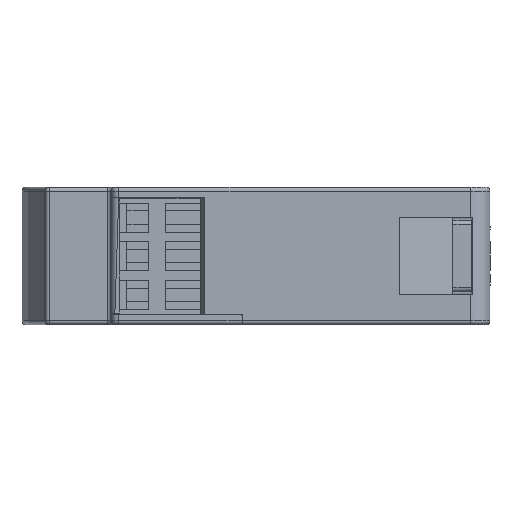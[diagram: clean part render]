
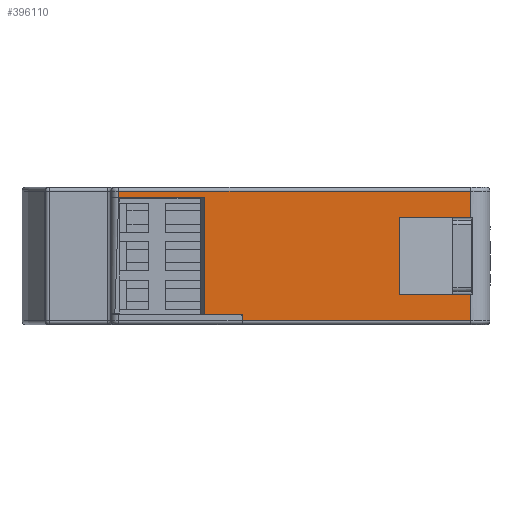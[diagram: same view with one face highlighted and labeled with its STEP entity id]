
A CAD part, left-side view. The second image highlights one B-rep face of the part: STEP entity #396110.
In plain terms, the highlighted face is planar.
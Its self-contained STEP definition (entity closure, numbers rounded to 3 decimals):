
#391230=CARTESIAN_POINT('',(67.4,24.438,
16.5));
#391240=VERTEX_POINT('',#391230);
#391270=CARTESIAN_POINT('',(67.4,0.,16.5));
#391280=DIRECTION('',(0.,1.,0.));
#391290=VECTOR('',#391280,1.);
#391300=LINE('',#391270,#391290);
#391310=CARTESIAN_POINT('',(67.4,19.511,
16.5));
#391320=VERTEX_POINT('',#391310);
#391330=EDGE_CURVE('',#391320,#391240,#391300,.T.);
#392700=CARTESIAN_POINT('',(67.4,35.5,0.));
#392710=DIRECTION('',(0.,0.,1.));
#392720=VECTOR('',#392710,1.);
#392730=LINE('',#392700,#392720);
#392740=CARTESIAN_POINT('',(67.4,35.5,0.5));
#392750=VERTEX_POINT('',#392740);
#392760=CARTESIAN_POINT('',(67.4,35.5,1.3));
#392770=VERTEX_POINT('',#392760);
#392780=EDGE_CURVE('',#392750,#392770,#392730,.T.);
#393030=CARTESIAN_POINT('',(67.4,24.438,0.));
#393040=DIRECTION('',(0.,0.,1.));
#393050=VECTOR('',#393040,1.);
#393060=LINE('',#393030,#393050);
#393070=CARTESIAN_POINT('',(67.4,24.438,1.3));
#393080=VERTEX_POINT('',#393070);
#393090=EDGE_CURVE('',#393080,#391240,#393060,.T.);
#393750=CARTESIAN_POINT('',(67.4,19.655,0.));
#393760=DIRECTION('',(0.,-0.009,1.));
#393770=VECTOR('',#393760,1.);
#393780=LINE('',#393750,#393770);
#393790=CARTESIAN_POINT('',(67.4,19.504,
17.3));
#393800=VERTEX_POINT('',#393790);
#393810=EDGE_CURVE('',#391320,#393800,#393780,.T.);
#395440=CARTESIAN_POINT('',(67.4,24.438,0.));
#395450=DIRECTION('',(-1.,0.,0.));
#395460=DIRECTION('',(0.,1.,0.));
#395470=AXIS2_PLACEMENT_3D('',#395440,#395450,#395460);
#395480=PLANE('',#395470);
#395490=CARTESIAN_POINT('',(67.4,-10.,0.));
#395500=DIRECTION('',(0.,0.,-1.));
#395510=VECTOR('',#395500,1.);
#395520=LINE('',#395490,#395510);
#395530=CARTESIAN_POINT('',(67.4,-10.,
3.894));
#395540=VERTEX_POINT('',#395530);
#395550=CARTESIAN_POINT('',(67.4,-10.,
0.5));
#395560=VERTEX_POINT('',#395550);
#395570=EDGE_CURVE('',#395540,#395560,#395520,.T.);
#395580=ORIENTED_EDGE('',*,*,#395570,.T.);
#395590=CARTESIAN_POINT('',(67.4,0.,3.894));
#395600=DIRECTION('',(0.,1.,0.));
#395610=VECTOR('',#395600,1.);
#395620=LINE('',#395590,#395610);
#395630=CARTESIAN_POINT('',(67.4,-0.772,
3.894));
#395640=VERTEX_POINT('',#395630);
#395650=EDGE_CURVE('',#395540,#395640,#395620,.T.);
#395660=ORIENTED_EDGE('',*,*,#395650,.F.);
#395670=CARTESIAN_POINT('',(67.4,-0.772,0.));
#395680=DIRECTION('',(0.,0.,-1.));
#395690=VECTOR('',#395680,1.);
#395700=LINE('',#395670,#395690);
#395710=CARTESIAN_POINT('',(67.4,-0.772,
13.906));
#395720=VERTEX_POINT('',#395710);
#395730=EDGE_CURVE('',#395720,#395640,#395700,.T.);
#395740=ORIENTED_EDGE('',*,*,#395730,.T.);
#395750=CARTESIAN_POINT('',(67.4,0.,13.906));
#395760=DIRECTION('',(0.,-1.,0.));
#395770=VECTOR('',#395760,1.);
#395780=LINE('',#395750,#395770);
#395790=CARTESIAN_POINT('',(67.4,-10.,
13.906));
#395800=VERTEX_POINT('',#395790);
#395810=EDGE_CURVE('',#395720,#395800,#395780,.T.);
#395820=ORIENTED_EDGE('',*,*,#395810,.F.);
#395830=CARTESIAN_POINT('',(67.4,-10.,
17.3));
#395840=VERTEX_POINT('',#395830);
#395850=EDGE_CURVE('',#395840,#395800,#395520,.T.);
#395860=ORIENTED_EDGE('',*,*,#395850,.T.);
#395870=CARTESIAN_POINT('',(67.4,0.,17.3));
#395880=DIRECTION('',(0.,-1.,0.));
#395890=VECTOR('',#395880,1.);
#395900=LINE('',#395870,#395890);
#395910=EDGE_CURVE('',#393800,#395840,#395900,.T.);
#395920=ORIENTED_EDGE('',*,*,#395910,.T.);
#395930=ORIENTED_EDGE('',*,*,#393810,.T.);
#395940=ORIENTED_EDGE('',*,*,#391330,.F.);
#395950=ORIENTED_EDGE('',*,*,#393090,.T.);
#395960=CARTESIAN_POINT('',(67.4,79.804,1.3));
#395970=DIRECTION('',(0.,1.,0.));
#395980=VECTOR('',#395970,1.);
#395990=LINE('',#395960,#395980);
#396000=EDGE_CURVE('',#393080,#392770,#395990,.T.);
#396010=ORIENTED_EDGE('',*,*,#396000,.F.);
#396020=ORIENTED_EDGE('',*,*,#392780,.T.);
#396030=CARTESIAN_POINT('',(67.4,0.,0.5));
#396040=DIRECTION('',(0.,-1.,0.));
#396050=VECTOR('',#396040,1.);
#396060=LINE('',#396030,#396050);
#396070=EDGE_CURVE('',#392750,#395560,#396060,.T.);
#396080=ORIENTED_EDGE('',*,*,#396070,.F.);
#396090=EDGE_LOOP('',(#396080,#396020,#396010,#395950,#395940,#395930,
#395920,#395860,#395820,#395740,#395660,#395580));
#396100=FACE_OUTER_BOUND('',#396090,.T.);
#396110=ADVANCED_FACE('',(#396100),#395480,.F.);
